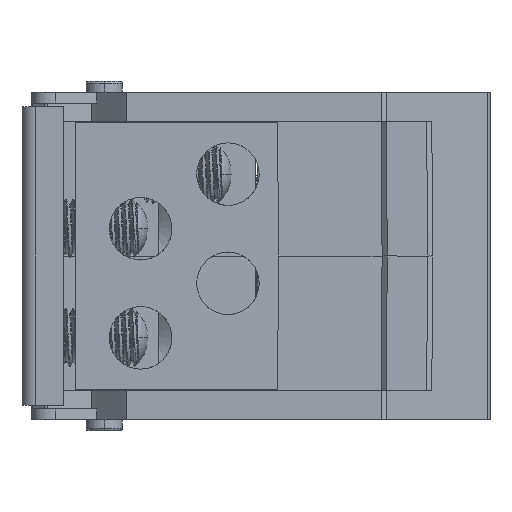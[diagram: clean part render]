
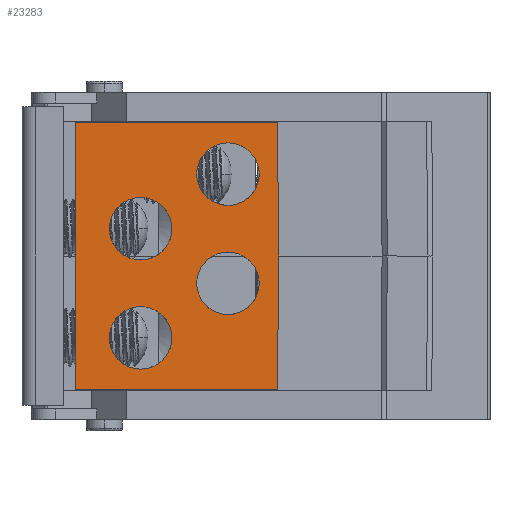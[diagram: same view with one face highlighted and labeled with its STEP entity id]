
A CAD part, left-side view. The second image highlights one B-rep face of the part: STEP entity #23283.
In plain terms, the highlighted planar face has unit normal (-1, 0, 0).
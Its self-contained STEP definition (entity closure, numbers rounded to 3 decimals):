
#2318=DIRECTION('',(0.,-1.,0.));
#2319=VECTOR('',#2318,30.);
#2320=CARTESIAN_POINT('',(-33.8,57.,-18.4));
#2321=LINE('',#2320,#2319);
#2326=DIRECTION('',(0.,0.,-1.));
#2327=VECTOR('',#2326,17.9);
#2328=CARTESIAN_POINT('',(-33.8,27.,-0.5));
#2329=LINE('',#2328,#2327);
#2382=DIRECTION('',(0.,0.,1.));
#2383=VECTOR('',#2382,36.8);
#2384=CARTESIAN_POINT('',(-33.8,57.,-18.4));
#2385=LINE('',#2384,#2383);
#2386=CARTESIAN_POINT('',(-33.8,48.,-11.25));
#2387=DIRECTION('',(-1.,0.,0.));
#2388=DIRECTION('',(0.,1.,0.));
#2389=AXIS2_PLACEMENT_3D('',#2386,#2387,#2388);
#2391=CARTESIAN_POINT('',(-33.8,48.,-11.25));
#2392=DIRECTION('',(-1.,0.,0.));
#2393=DIRECTION('',(0.,-1.,0.));
#2394=AXIS2_PLACEMENT_3D('',#2391,#2392,#2393);
#2396=CARTESIAN_POINT('',(-33.8,48.,3.75));
#2397=DIRECTION('',(-1.,0.,0.));
#2398=DIRECTION('',(0.,1.,0.));
#2399=AXIS2_PLACEMENT_3D('',#2396,#2397,#2398);
#2401=CARTESIAN_POINT('',(-33.8,48.,3.75));
#2402=DIRECTION('',(-1.,0.,0.));
#2403=DIRECTION('',(0.,-1.,0.));
#2404=AXIS2_PLACEMENT_3D('',#2401,#2402,#2403);
#2406=CARTESIAN_POINT('',(-33.8,36.,11.25));
#2407=DIRECTION('',(-1.,0.,0.));
#2408=DIRECTION('',(0.,1.,0.));
#2409=AXIS2_PLACEMENT_3D('',#2406,#2407,#2408);
#2411=CARTESIAN_POINT('',(-33.8,36.,11.25));
#2412=DIRECTION('',(-1.,0.,0.));
#2413=DIRECTION('',(0.,-1.,0.));
#2414=AXIS2_PLACEMENT_3D('',#2411,#2412,#2413);
#2416=CARTESIAN_POINT('',(-33.8,36.,-3.75));
#2417=DIRECTION('',(-1.,0.,0.));
#2418=DIRECTION('',(0.,1.,0.));
#2419=AXIS2_PLACEMENT_3D('',#2416,#2417,#2418);
#2421=CARTESIAN_POINT('',(-33.8,36.,-3.75));
#2422=DIRECTION('',(-1.,0.,0.));
#2423=DIRECTION('',(0.,-1.,0.));
#2424=AXIS2_PLACEMENT_3D('',#2421,#2422,#2423);
#2426=DIRECTION('',(0.,-1.,0.));
#2427=VECTOR('',#2426,30.);
#2428=CARTESIAN_POINT('',(-33.8,57.,18.4));
#2429=LINE('',#2428,#2427);
#2522=DIRECTION('',(0.,0.,1.));
#2523=VECTOR('',#2522,17.9);
#2524=CARTESIAN_POINT('',(-33.8,27.,0.5));
#2525=LINE('',#2524,#2523);
#2541=DIRECTION('',(0.,0.,1.));
#2542=VECTOR('',#2541,1.);
#2543=CARTESIAN_POINT('',(-33.8,27.,-0.5));
#2544=LINE('',#2543,#2542);
#19836=CARTESIAN_POINT('',(-33.8,57.,-18.4));
#19837=VERTEX_POINT('',#19836);
#19848=CARTESIAN_POINT('',(-33.8,57.,18.4));
#19849=VERTEX_POINT('',#19848);
#19862=CARTESIAN_POINT('',(-33.8,52.3,-11.25));
#19863=CARTESIAN_POINT('',(-33.8,43.7,-11.25));
#19864=VERTEX_POINT('',#19862);
#19865=VERTEX_POINT('',#19863);
#19874=CARTESIAN_POINT('',(-33.8,52.3,3.75));
#19875=CARTESIAN_POINT('',(-33.8,43.7,3.75));
#19876=VERTEX_POINT('',#19874);
#19877=VERTEX_POINT('',#19875);
#19880=CARTESIAN_POINT('',(-33.8,40.3,11.25));
#19881=CARTESIAN_POINT('',(-33.8,31.7,11.25));
#19882=VERTEX_POINT('',#19880);
#19883=VERTEX_POINT('',#19881);
#19892=CARTESIAN_POINT('',(-33.8,40.3,-3.75));
#19893=CARTESIAN_POINT('',(-33.8,31.7,-3.75));
#19894=VERTEX_POINT('',#19892);
#19895=VERTEX_POINT('',#19893);
#19910=CARTESIAN_POINT('',(-33.8,27.,-18.4));
#19912=VERTEX_POINT('',#19910);
#19926=CARTESIAN_POINT('',(-33.8,27.,-0.5));
#19927=VERTEX_POINT('',#19926);
#19942=CARTESIAN_POINT('',(-33.8,27.,18.4));
#19944=VERTEX_POINT('',#19942);
#19958=CARTESIAN_POINT('',(-33.8,27.,0.5));
#19959=VERTEX_POINT('',#19958);
#23245=CARTESIAN_POINT('',(-33.8,57.,-18.4));
#23246=DIRECTION('',(-1.,0.,0.));
#23247=DIRECTION('',(0.,-1.,0.));
#23248=AXIS2_PLACEMENT_3D('',#23245,#23246,#23247);
#23249=PLANE('',#23248);
#23250=ORIENTED_EDGE('',*,*,#23189,.F.);
#23251=ORIENTED_EDGE('',*,*,#23127,.T.);
#23253=ORIENTED_EDGE('',*,*,#23252,.T.);
#23255=ORIENTED_EDGE('',*,*,#23254,.F.);
#23257=ORIENTED_EDGE('',*,*,#23256,.F.);
#23258=ORIENTED_EDGE('',*,*,#23200,.T.);
#23259=EDGE_LOOP('',(#23250,#23251,#23253,#23255,#23257,#23258));
#23260=FACE_OUTER_BOUND('',#23259,.F.);
#23261=ORIENTED_EDGE('',*,*,#20899,.T.);
#23262=ORIENTED_EDGE('',*,*,#21006,.T.);
#23263=EDGE_LOOP('',(#23261,#23262));
#23264=FACE_BOUND('',#23263,.F.);
#23266=ORIENTED_EDGE('',*,*,#23265,.T.);
#23268=ORIENTED_EDGE('',*,*,#23267,.T.);
#23269=EDGE_LOOP('',(#23266,#23268));
#23270=FACE_BOUND('',#23269,.F.);
#23272=ORIENTED_EDGE('',*,*,#23271,.T.);
#23274=ORIENTED_EDGE('',*,*,#23273,.T.);
#23275=EDGE_LOOP('',(#23272,#23274));
#23276=FACE_BOUND('',#23275,.F.);
#23278=ORIENTED_EDGE('',*,*,#23277,.T.);
#23280=ORIENTED_EDGE('',*,*,#23279,.T.);
#23281=EDGE_LOOP('',(#23278,#23280));
#23282=FACE_BOUND('',#23281,.F.);
#23283=ADVANCED_FACE('',(#23260,#23264,#23270,#23276,#23282),#23249,.T.);
#2390=CIRCLE('',#2389,4.3);
#2395=CIRCLE('',#2394,4.3);
#2400=CIRCLE('',#2399,4.3);
#2405=CIRCLE('',#2404,4.3);
#2410=CIRCLE('',#2409,4.3);
#2415=CIRCLE('',#2414,4.3);
#2420=CIRCLE('',#2419,4.3);
#2425=CIRCLE('',#2424,4.3);
#20899=EDGE_CURVE('',#19864,#19865,#2390,.T.);
#21006=EDGE_CURVE('',#19865,#19864,#2395,.T.);
#23127=EDGE_CURVE('',#19837,#19849,#2385,.T.);
#23189=EDGE_CURVE('',#19837,#19912,#2321,.T.);
#23200=EDGE_CURVE('',#19927,#19912,#2329,.T.);
#23252=EDGE_CURVE('',#19849,#19944,#2429,.T.);
#23254=EDGE_CURVE('',#19959,#19944,#2525,.T.);
#23256=EDGE_CURVE('',#19927,#19959,#2544,.T.);
#23265=EDGE_CURVE('',#19876,#19877,#2400,.T.);
#23267=EDGE_CURVE('',#19877,#19876,#2405,.T.);
#23271=EDGE_CURVE('',#19882,#19883,#2410,.T.);
#23273=EDGE_CURVE('',#19883,#19882,#2415,.T.);
#23277=EDGE_CURVE('',#19894,#19895,#2420,.T.);
#23279=EDGE_CURVE('',#19895,#19894,#2425,.T.);
